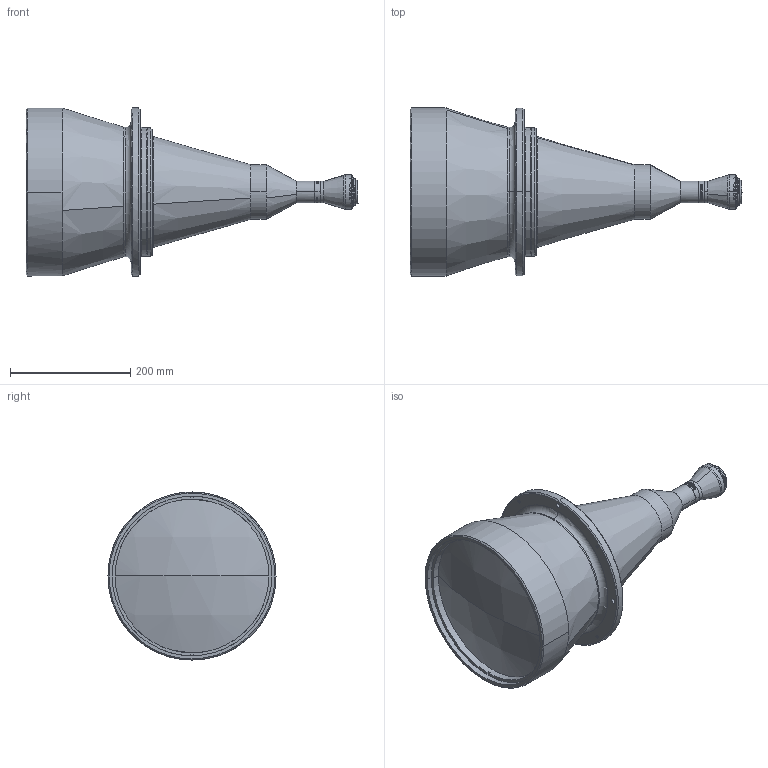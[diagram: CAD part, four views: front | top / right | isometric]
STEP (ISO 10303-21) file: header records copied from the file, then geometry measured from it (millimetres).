
FILE_DESCRIPTION (( 'STEP AP203' ), '1' );
FILE_NAME ('610028.STEP', '2021-08-09T05:39:48', ( '' ), ( '' ), 'SwSTEP 2.0', 'SolidWorks 2020', '' );
FILE_SCHEMA (( 'CONFIG_CONTROL_DESIGN' ));
Length unit declared in the file: millimetre
Products named in the file (1): 610028
Bounding box: 553.27 x 280 x 280 mm (x, y, z)
Surface area: 724313.2 mm2 (no closed solid volume)
Topology: 0 solids, 16 shells, 1181 faces, 3170 edges, 2109 vertices
Faces by surface type: plane 418, bspline 348, cylinder 243, cone 136, torus 30, sphere 6
Entity records: 55089 total; most frequent: CARTESIAN_POINT 30977, ORIENTED_EDGE 6311, EDGE_CURVE 3170, DIRECTION 2701, B_SPLINE_CURVE_WITH_KNOTS 2401, VERTEX_POINT 2109, EDGE_LOOP 1313, ADVANCED_FACE 1181
